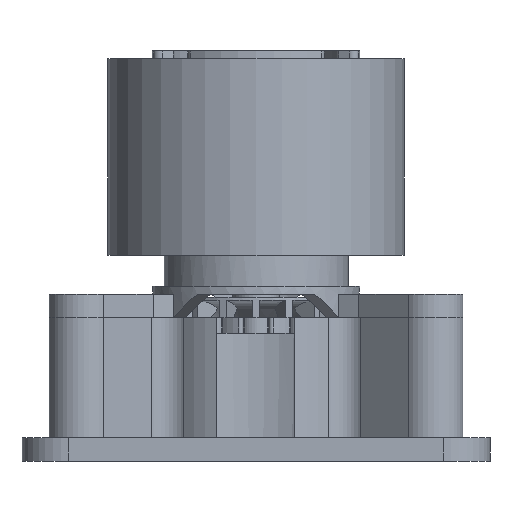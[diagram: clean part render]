
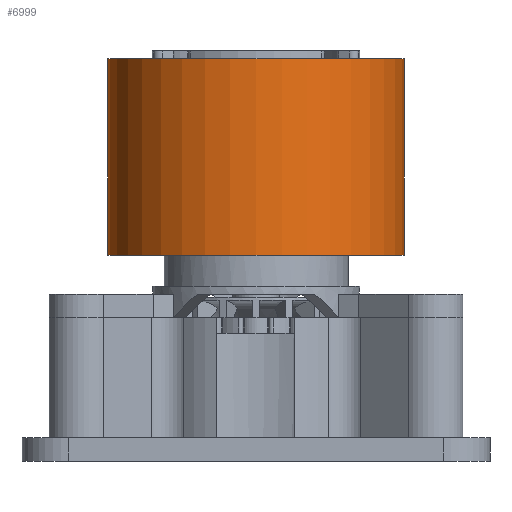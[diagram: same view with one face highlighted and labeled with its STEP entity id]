
A CAD part, front view. The second image highlights one B-rep face of the part: STEP entity #6999.
In plain terms, the highlighted cylindrical face has radius 9.5 mm (diameter 19 mm), a full revolution.
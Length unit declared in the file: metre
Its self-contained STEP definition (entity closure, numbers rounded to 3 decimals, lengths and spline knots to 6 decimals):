
#92=CYLINDRICAL_SURFACE('',#7731,0.0095);
#471=CIRCLE('',#7732,0.0095);
#472=CIRCLE('',#7733,0.0095);
#2263=ORIENTED_EDGE('',*,*,#4149,.T.);
#2264=ORIENTED_EDGE('',*,*,#4150,.F.);
#4149=EDGE_CURVE('',#5111,#5111,#471,.T.);
#4150=EDGE_CURVE('',#5112,#5112,#472,.T.);
#5111=VERTEX_POINT('',#11354);
#5112=VERTEX_POINT('',#11356);
#5762=EDGE_LOOP('',(#2263));
#5763=EDGE_LOOP('',(#2264));
#6297=FACE_BOUND('',#5762,.T.);
#6298=FACE_BOUND('',#5763,.T.);
#6999=ADVANCED_FACE('',(#6297,#6298),#92,.T.);
#7731=AXIS2_PLACEMENT_3D('',#11352,#9051,#9052);
#7732=AXIS2_PLACEMENT_3D('',#11353,#9053,#9054);
#7733=AXIS2_PLACEMENT_3D('',#11355,#9055,#9056);
#9051=DIRECTION('',(0.,0.,-1.));
#9052=DIRECTION('',(-1.,0.,0.));
#9053=DIRECTION('',(0.,0.,1.));
#9054=DIRECTION('',(1.,0.,0.));
#9055=DIRECTION('',(0.,0.,1.));
#9056=DIRECTION('',(1.,0.,0.));
#11352=CARTESIAN_POINT('',(0.,0.,0.0216));
#11353=CARTESIAN_POINT('',(0.,0.,0.0132));
#11354=CARTESIAN_POINT('',(0.0095,0.,0.0132));
#11355=CARTESIAN_POINT('',(0.,0.,0.0258));
#11356=CARTESIAN_POINT('',(0.0095,0.,0.0258));
